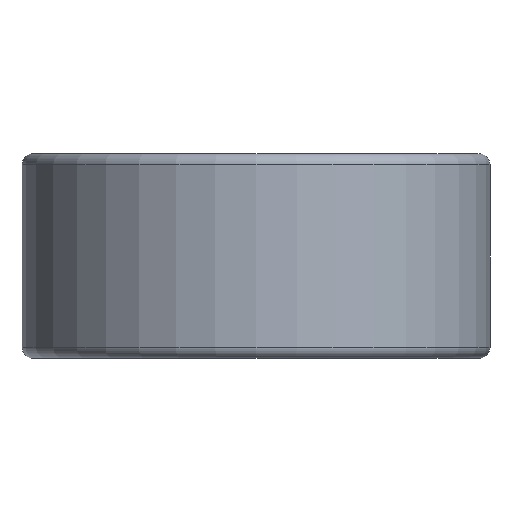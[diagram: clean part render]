
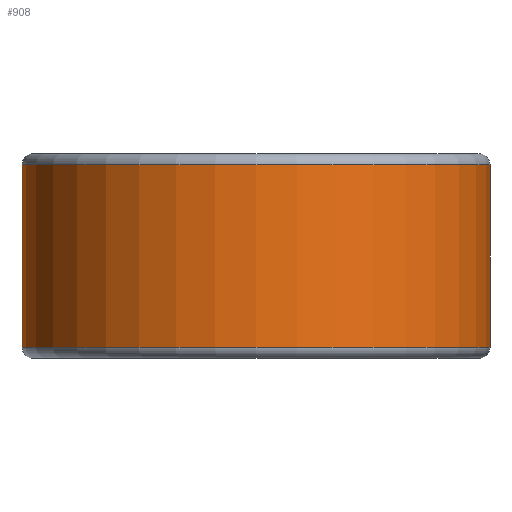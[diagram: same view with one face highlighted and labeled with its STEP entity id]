
A CAD part, front view. The second image highlights one B-rep face of the part: STEP entity #908.
In plain terms, the highlighted cylindrical face has radius 16.269 mm (diameter 32.537 mm), a partial arc.
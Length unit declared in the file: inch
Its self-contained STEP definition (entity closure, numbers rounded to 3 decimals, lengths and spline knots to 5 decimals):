
#37 = EDGE_CURVE ( 'NONE', #2565, #1023, #510, .T. ) ;
#137 = EDGE_CURVE ( 'NONE', #2157, #1771, #274, .T. ) ;
#149 = CARTESIAN_POINT ( 'NONE',  ( -0.078, -1.562, 0.25 ) ) ;
#194 = DIRECTION ( 'NONE',  ( 0., 0., 1. ) ) ;
#205 = CARTESIAN_POINT ( 'NONE',  ( 0.5625, -1.562, 0.25 ) ) ;
#218 = CIRCLE ( 'NONE', #1998, 0.6405 ) ;
#225 = CYLINDRICAL_SURFACE ( 'NONE', #1907, 0.6405 ) ;
#240 = AXIS2_PLACEMENT_3D ( 'NONE', #306, #1767, #502 ) ;
#254 = CARTESIAN_POINT ( 'NONE',  ( 1.203, -1.562, 0.25 ) ) ;
#274 = LINE ( 'NONE', #2664, #522 ) ;
#306 = CARTESIAN_POINT ( 'NONE',  ( 0.5625, -1.562, -0.25 ) ) ;
#422 = EDGE_LOOP ( 'NONE', ( #2102, #1733, #2327, #1119 ) ) ;
#436 = DIRECTION ( 'NONE',  ( 1., 0., 0. ) ) ;
#502 = DIRECTION ( 'NONE',  ( 1., 0., 0. ) ) ;
#510 = LINE ( 'NONE', #1954, #1795 ) ;
#522 = VECTOR ( 'NONE', #545, 39.37008 ) ;
#545 = DIRECTION ( 'NONE',  ( 0., 0., -1. ) ) ;
#908 = ADVANCED_FACE ( 'NONE', ( #2345 ), #225, .T. ) ;
#1023 = VERTEX_POINT ( 'NONE', #254 ) ;
#1036 = DIRECTION ( 'NONE',  ( 1., 0., 0. ) ) ;
#1119 = ORIENTED_EDGE ( 'NONE', *, *, #137, .T. ) ;
#1665 = DIRECTION ( 'NONE',  ( 0., 0., 1. ) ) ;
#1724 = EDGE_CURVE ( 'NONE', #1771, #2565, #2354, .T. ) ;
#1733 = ORIENTED_EDGE ( 'NONE', *, *, #37, .T. ) ;
#1767 = DIRECTION ( 'NONE',  ( 0., 0., 1. ) ) ;
#1771 = VERTEX_POINT ( 'NONE', #2436 ) ;
#1795 = VECTOR ( 'NONE', #2549, 39.37008 ) ;
#1907 = AXIS2_PLACEMENT_3D ( 'NONE', #2681, #194, #1036 ) ;
#1954 = CARTESIAN_POINT ( 'NONE',  ( 1.203, -1.562, 0. ) ) ;
#1998 = AXIS2_PLACEMENT_3D ( 'NONE', #205, #1665, #436 ) ;
#2102 = ORIENTED_EDGE ( 'NONE', *, *, #1724, .T. ) ;
#2157 = VERTEX_POINT ( 'NONE', #149 ) ;
#2309 = EDGE_CURVE ( 'NONE', #2157, #1023, #218, .T. ) ;
#2327 = ORIENTED_EDGE ( 'NONE', *, *, #2309, .F. ) ;
#2345 = FACE_OUTER_BOUND ( 'NONE', #422, .T. ) ;
#2354 = CIRCLE ( 'NONE', #240, 0.6405 ) ;
#2436 = CARTESIAN_POINT ( 'NONE',  ( -0.078, -1.562, -0.25 ) ) ;
#2549 = DIRECTION ( 'NONE',  ( 0., 0., 1. ) ) ;
#2565 = VERTEX_POINT ( 'NONE', #2690 ) ;
#2664 = CARTESIAN_POINT ( 'NONE',  ( -0.078, -1.562, 0.25 ) ) ;
#2681 = CARTESIAN_POINT ( 'NONE',  ( 0.5625, -1.562, 0. ) ) ;
#2690 = CARTESIAN_POINT ( 'NONE',  ( 1.203, -1.562, -0.25 ) ) ;
